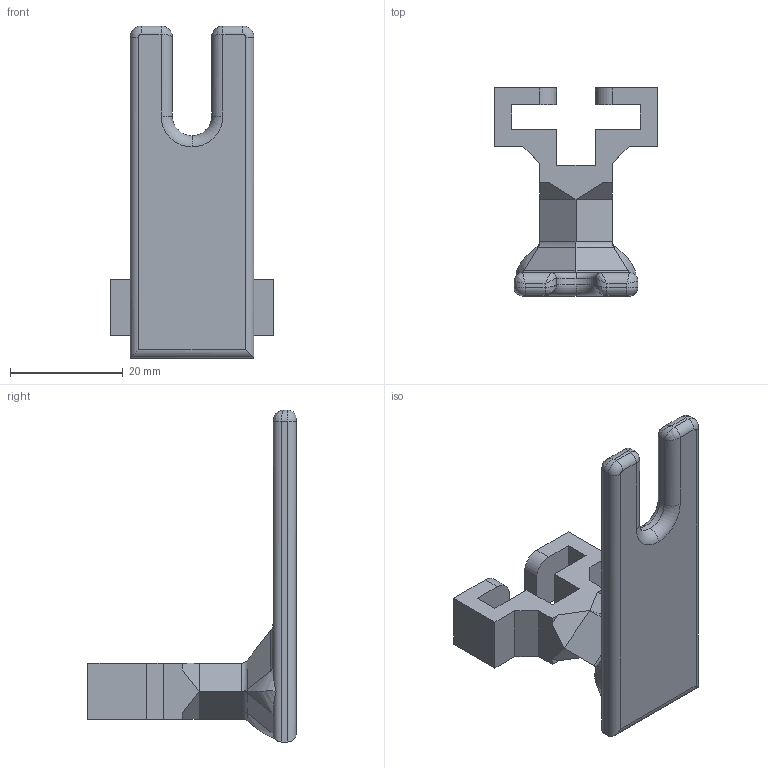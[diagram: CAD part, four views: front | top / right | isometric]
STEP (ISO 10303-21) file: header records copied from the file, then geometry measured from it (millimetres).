
FILE_DESCRIPTION (( 'STEP AP203' ), '1' );
FILE_NAME ('extra mount part_Default_sldprt.STEP', '2024-01-15T17:59:45', ( '' ), ( '' ), 'SwSTEP 2.0', 'SolidWorks 2022', '' );
FILE_SCHEMA (( 'CONFIG_CONTROL_DESIGN' ));
Length unit declared in the file: millimetre
Products named in the file (1): extra mount part_Default_sldprt
Bounding box: 28.9 x 37 x 59 mm (x, y, z)
Volume: 8493.6 mm3; surface area: 5101.4 mm2
Topology: 1 solids, 1 shells, 101 faces, 250 edges, 145 vertices
Faces by surface type: plane 50, cylinder 27, bspline 18, torus 6
Entity records: 4111 total; most frequent: CARTESIAN_POINT 1880, ORIENTED_EDGE 488, DIRECTION 383, EDGE_CURVE 244, LINE 151, VECTOR 151, VERTEX_POINT 145, AXIS2_PLACEMENT_3D 116
